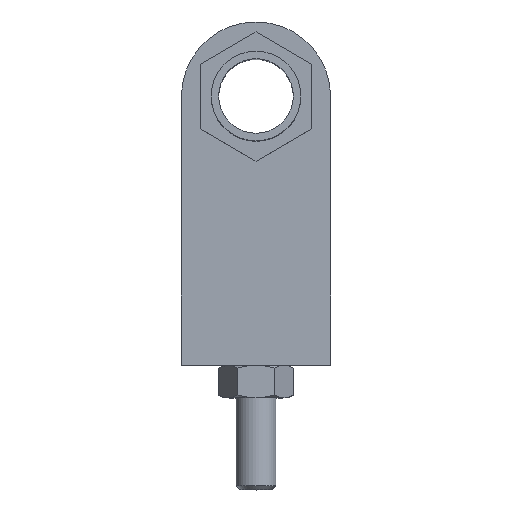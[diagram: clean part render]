
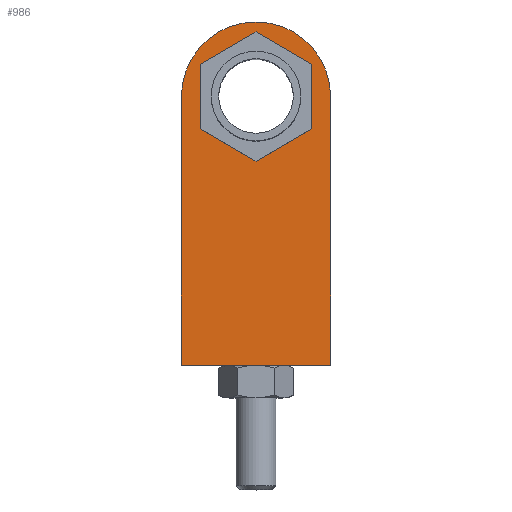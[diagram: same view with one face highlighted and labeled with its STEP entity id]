
A CAD part, top view. The second image highlights one B-rep face of the part: STEP entity #986.
In plain terms, the highlighted planar face has unit normal (0, 0, 1).
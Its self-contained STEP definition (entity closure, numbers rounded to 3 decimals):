
#510=CARTESIAN_POINT('',(11.258,-6.5,0.0));
#511=VERTEX_POINT('',#510);
#518=CARTESIAN_POINT('',(11.258,6.5,0.0));
#519=VERTEX_POINT('',#518);
#520=CARTESIAN_POINT('',(11.258,6.5,0.0));
#521=DIRECTION('',(0.0,-1.0,0.0));
#522=VECTOR('',#521,13.);
#523=LINE('',#520,#522);
#524=EDGE_CURVE('',#519,#511,#523,.T.);
#548=CARTESIAN_POINT('',(0.,-13.0,0.0));
#549=VERTEX_POINT('',#548);
#556=CARTESIAN_POINT('',(11.258,-6.5,0.0));
#557=DIRECTION('',(-0.866,-0.5,0.0));
#558=VECTOR('',#557,13.);
#559=LINE('',#556,#558);
#560=EDGE_CURVE('',#511,#549,#559,.T.);
#579=CARTESIAN_POINT('',(-11.258,-6.5,0.0));
#580=VERTEX_POINT('',#579);
#587=CARTESIAN_POINT('',(0.,-13.0,0.0));
#588=DIRECTION('',(-0.866,0.5,0.0));
#589=VECTOR('',#588,13.);
#590=LINE('',#587,#589);
#591=EDGE_CURVE('',#549,#580,#590,.T.);
#610=CARTESIAN_POINT('',(-11.258,6.5,0.0));
#611=VERTEX_POINT('',#610);
#618=CARTESIAN_POINT('',(-11.258,-6.5,0.0));
#619=DIRECTION('',(0.0,1.0,0.0));
#620=VECTOR('',#619,13.);
#621=LINE('',#618,#620);
#622=EDGE_CURVE('',#580,#611,#621,.T.);
#641=CARTESIAN_POINT('',(0.0,13.0,0.0));
#642=VERTEX_POINT('',#641);
#649=CARTESIAN_POINT('',(-11.258,6.5,0.0));
#650=DIRECTION('',(0.866,0.5,0.0));
#651=VECTOR('',#650,13.);
#652=LINE('',#649,#651);
#653=EDGE_CURVE('',#611,#642,#652,.T.);
#671=CARTESIAN_POINT('',(0.0,13.,0.0));
#672=DIRECTION('',(0.866,-0.5,0.0));
#673=VECTOR('',#672,13.);
#674=LINE('',#671,#673);
#675=EDGE_CURVE('',#642,#519,#674,.T.);
#794=CARTESIAN_POINT('',(15.0,-54.0,0.0));
#795=VERTEX_POINT('',#794);
#802=CARTESIAN_POINT('',(-15.0,-54.0,0.0));
#803=VERTEX_POINT('',#802);
#804=CARTESIAN_POINT('',(-15.0,-54.0,0.0));
#805=DIRECTION('',(1.0,0.0,0.0));
#806=VECTOR('',#805,30.0);
#807=LINE('',#804,#806);
#808=EDGE_CURVE('',#803,#795,#807,.T.);
#847=CARTESIAN_POINT('',(15.0,0.0,0.0));
#848=VERTEX_POINT('',#847);
#855=CARTESIAN_POINT('',(15.0,-54.0,0.0));
#856=DIRECTION('',(0.0,1.0,0.0));
#857=VECTOR('',#856,54.0);
#858=LINE('',#855,#857);
#859=EDGE_CURVE('',#795,#848,#858,.T.);
#930=CARTESIAN_POINT('',(-15.0,0.0,0.0));
#931=VERTEX_POINT('',#930);
#932=CARTESIAN_POINT('',(-15.0,0.0,0.0));
#933=DIRECTION('',(0.0,-1.0,0.0));
#934=VECTOR('',#933,54.0);
#935=LINE('',#932,#934);
#936=EDGE_CURVE('',#931,#803,#935,.T.);
#956=CARTESIAN_POINT('',(0.0,0.0,0.0));
#957=DIRECTION('',(0.0,0.0,1.0));
#958=DIRECTION('',(1.0,0.0,0.0));
#959=AXIS2_PLACEMENT_3D('',#956,#957,#958);
#960=CIRCLE('',#959,15.0);
#961=EDGE_CURVE('',#848,#931,#960,.T.);
#967=CARTESIAN_POINT('',(0.,-22.311,0.0));
#968=DIRECTION('',(0.0,0.0,1.0));
#969=DIRECTION('',(1.0,0.0,0.0));
#970=AXIS2_PLACEMENT_3D('',#967,#968,#969);
#971=PLANE('',#970);
#972=ORIENTED_EDGE('',*,*,#859,.T.);
#973=ORIENTED_EDGE('',*,*,#961,.T.);
#974=ORIENTED_EDGE('',*,*,#936,.T.);
#975=ORIENTED_EDGE('',*,*,#808,.T.);
#976=EDGE_LOOP('',(#972,#973,#974,#975));
#977=FACE_OUTER_BOUND('',#976,.T.);
#978=ORIENTED_EDGE('',*,*,#524,.T.);
#979=ORIENTED_EDGE('',*,*,#560,.T.);
#980=ORIENTED_EDGE('',*,*,#591,.T.);
#981=ORIENTED_EDGE('',*,*,#622,.T.);
#982=ORIENTED_EDGE('',*,*,#653,.T.);
#983=ORIENTED_EDGE('',*,*,#675,.T.);
#984=EDGE_LOOP('',(#978,#979,#980,#981,#982,#983));
#985=FACE_BOUND('',#984,.T.);
#986=ADVANCED_FACE('',(#977,#985),#971,.T.);
